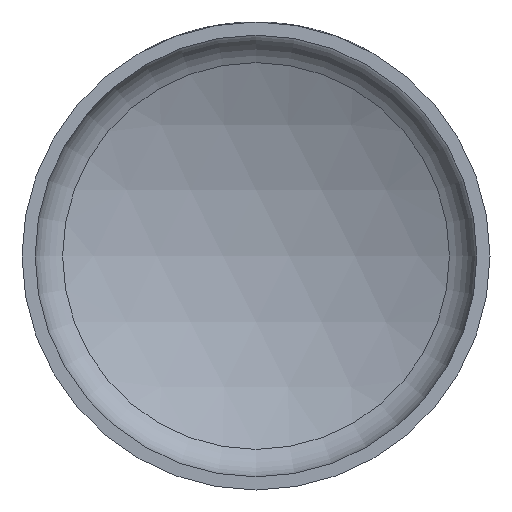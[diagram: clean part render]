
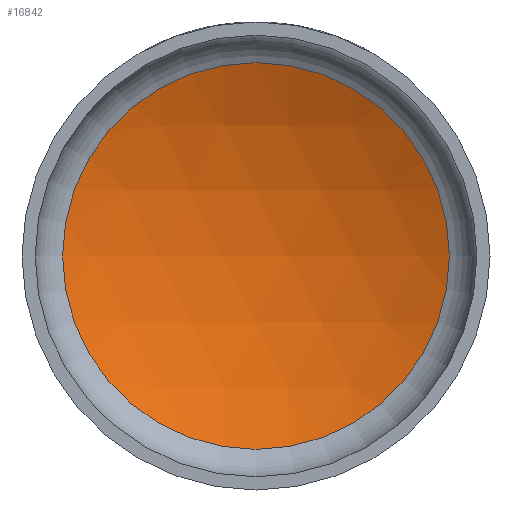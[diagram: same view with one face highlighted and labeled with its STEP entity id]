
A CAD part, front view. The second image highlights one B-rep face of the part: STEP entity #16842.
In plain terms, the highlighted spherical face has radius 88.9 mm.
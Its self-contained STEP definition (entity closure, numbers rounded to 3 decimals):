
#657 = DIRECTION ( 'NONE',  ( 0., -1., 0. ) ) ;
#2548 = CARTESIAN_POINT ( 'NONE',  ( 0., 28.096, 0. ) ) ;
#3824 = DIRECTION ( 'NONE',  ( 1., 0., 0. ) ) ;
#3863 = SPHERICAL_SURFACE ( 'NONE', #4885, 88.9 ) ;
#3919 = EDGE_LOOP ( 'NONE', ( #6550 ) ) ;
#4160 = CIRCLE ( 'NONE', #12560, 36.733 ) ;
#4294 = CARTESIAN_POINT ( 'NONE',  ( 0., 28.096, -36.733 ) ) ;
#4885 = AXIS2_PLACEMENT_3D ( 'NONE', #21016, #15308, #3824 ) ;
#5060 = FACE_OUTER_BOUND ( 'NONE', #3919, .T. ) ;
#6550 = ORIENTED_EDGE ( 'NONE', *, *, #20053, .T. ) ;
#11388 = VERTEX_POINT ( 'NONE', #4294 ) ;
#12560 = AXIS2_PLACEMENT_3D ( 'NONE', #2548, #657, #13990 ) ;
#13990 = DIRECTION ( 'NONE',  ( 0., 0., -1. ) ) ;
#15308 = DIRECTION ( 'NONE',  ( 0., 0., 1. ) ) ;
#16842 = ADVANCED_FACE ( 'NONE', ( #5060 ), #3863, .F. ) ;
#20053 = EDGE_CURVE ( 'NONE', #11388, #11388, #4160, .T. ) ;
#21016 = CARTESIAN_POINT ( 'NONE',  ( 0., -52.86, 0. ) ) ;
